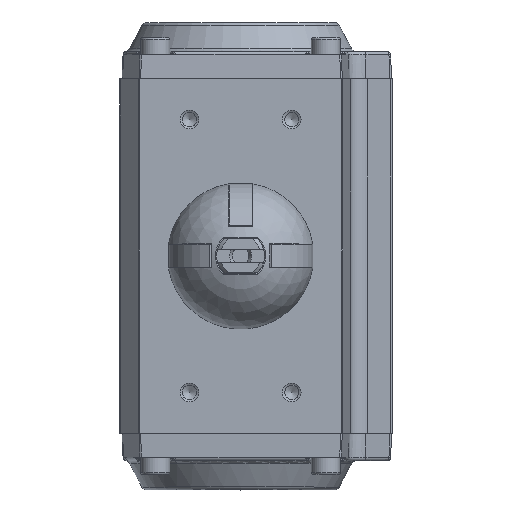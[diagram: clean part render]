
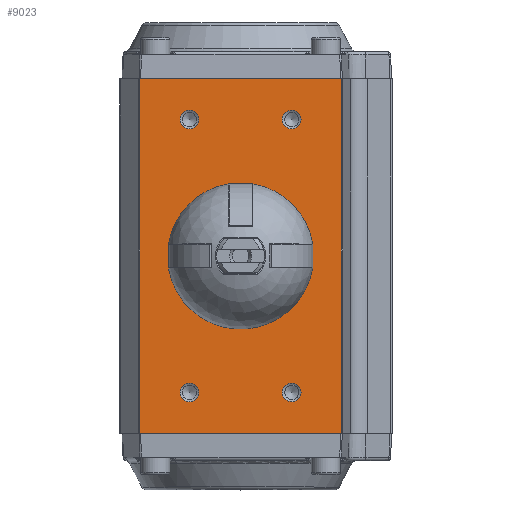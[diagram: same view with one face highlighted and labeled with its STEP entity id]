
A CAD part, top view. The second image highlights one B-rep face of the part: STEP entity #9023.
In plain terms, the highlighted planar face has unit normal (0, 0, 1).
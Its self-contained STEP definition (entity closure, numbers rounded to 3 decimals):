
#638=LINE('',#17235,#1289);
#654=LINE('',#17312,#1305);
#673=LINE('',#17367,#1324);
#674=LINE('',#17379,#1325);
#1289=VECTOR('',#12497,1000.);
#1305=VECTOR('',#12563,1000.);
#1324=VECTOR('',#12622,1000.);
#1325=VECTOR('',#12635,1000.);
#1990=PLANE('',#10243);
#3884=ORIENTED_EDGE('',*,*,#5483,.T.);
#3885=ORIENTED_EDGE('',*,*,#5484,.T.);
#3886=ORIENTED_EDGE('',*,*,#5485,.T.);
#3887=ORIENTED_EDGE('',*,*,#5486,.T.);
#3888=ORIENTED_EDGE('',*,*,#5487,.T.);
#3889=ORIENTED_EDGE('',*,*,#5418,.F.);
#3890=ORIENTED_EDGE('',*,*,#5482,.F.);
#3891=ORIENTED_EDGE('',*,*,#5457,.T.);
#3892=ORIENTED_EDGE('',*,*,#5488,.T.);
#5418=EDGE_CURVE('',#6476,#6477,#638,.T.);
#5457=EDGE_CURVE('',#6499,#6512,#654,.T.);
#5482=EDGE_CURVE('',#6499,#6476,#673,.T.);
#5483=EDGE_CURVE('',#6529,#6529,#7107,.T.);
#5484=EDGE_CURVE('',#6530,#6530,#7108,.T.);
#5485=EDGE_CURVE('',#6531,#6531,#7109,.T.);
#5486=EDGE_CURVE('',#6532,#6532,#7110,.T.);
#5487=EDGE_CURVE('',#6533,#6533,#7111,.T.);
#5488=EDGE_CURVE('',#6512,#6477,#674,.T.);
#6476=VERTEX_POINT('',#17234);
#6477=VERTEX_POINT('',#17236);
#6499=VERTEX_POINT('',#17284);
#6512=VERTEX_POINT('',#17311);
#6529=VERTEX_POINT('',#17370);
#6530=VERTEX_POINT('',#17372);
#6531=VERTEX_POINT('',#17374);
#6532=VERTEX_POINT('',#17376);
#6533=VERTEX_POINT('',#17378);
#7107=CIRCLE('',#10244,2.75);
#7108=CIRCLE('',#10245,2.75);
#7109=CIRCLE('',#10246,2.75);
#7110=CIRCLE('',#10247,2.75);
#7111=CIRCLE('',#10248,7.65);
#7704=EDGE_LOOP('',(#3884));
#7705=EDGE_LOOP('',(#3885));
#7706=EDGE_LOOP('',(#3886));
#7707=EDGE_LOOP('',(#3887));
#7708=EDGE_LOOP('',(#3888));
#7709=EDGE_LOOP('',(#3889,#3890,#3891,#3892));
#8387=FACE_BOUND('',#7704,.T.);
#8388=FACE_BOUND('',#7705,.T.);
#8389=FACE_BOUND('',#7706,.T.);
#8390=FACE_BOUND('',#7707,.T.);
#8391=FACE_BOUND('',#7708,.T.);
#8392=FACE_BOUND('',#7709,.T.);
#9023=ADVANCED_FACE('',(#8387,#8388,#8389,#8390,#8391,#8392),#1990,.T.);
#10243=AXIS2_PLACEMENT_3D('',#17368,#12623,#12624);
#10244=AXIS2_PLACEMENT_3D('',#17369,#12625,#12626);
#10245=AXIS2_PLACEMENT_3D('',#17371,#12627,#12628);
#10246=AXIS2_PLACEMENT_3D('',#17373,#12629,#12630);
#10247=AXIS2_PLACEMENT_3D('',#17375,#12631,#12632);
#10248=AXIS2_PLACEMENT_3D('',#17377,#12633,#12634);
#12497=DIRECTION('',(1.,0.,0.));
#12563=DIRECTION('',(1.,0.,0.));
#12622=DIRECTION('',(0.,1.,0.));
#12623=DIRECTION('',(0.,0.,1.));
#12624=DIRECTION('',(1.,0.,0.));
#12625=DIRECTION('',(0.,0.,-1.));
#12626=DIRECTION('',(0.,1.,0.));
#12627=DIRECTION('',(0.,0.,-1.));
#12628=DIRECTION('',(0.,1.,0.));
#12629=DIRECTION('',(0.,0.,-1.));
#12630=DIRECTION('',(0.,1.,0.));
#12631=DIRECTION('',(0.,0.,-1.));
#12632=DIRECTION('',(0.,1.,0.));
#12633=DIRECTION('',(0.,0.,-1.));
#12634=DIRECTION('',(1.,0.,0.));
#12635=DIRECTION('',(0.,1.,0.));
#17234=CARTESIAN_POINT('',(-29.504,52.,44.));
#17235=CARTESIAN_POINT('',(-29.504,52.,44.));
#17236=CARTESIAN_POINT('',(29.504,52.,44.));
#17284=CARTESIAN_POINT('',(-29.504,-52.,44.));
#17311=CARTESIAN_POINT('',(29.504,-52.,44.));
#17312=CARTESIAN_POINT('',(-29.504,-52.,44.));
#17367=CARTESIAN_POINT('',(-29.504,-52.,44.));
#17368=CARTESIAN_POINT('',(-29.504,-52.,44.));
#17369=CARTESIAN_POINT('',(15.,40.,44.));
#17370=CARTESIAN_POINT('',(15.,42.75,44.));
#17371=CARTESIAN_POINT('',(-15.,40.,44.));
#17372=CARTESIAN_POINT('',(-15.,42.75,44.));
#17373=CARTESIAN_POINT('',(15.,-40.,44.));
#17374=CARTESIAN_POINT('',(15.,-37.25,44.));
#17375=CARTESIAN_POINT('',(-15.,-40.,44.));
#17376=CARTESIAN_POINT('',(-15.,-37.25,44.));
#17377=CARTESIAN_POINT('',(0.,0.,44.));
#17378=CARTESIAN_POINT('',(7.65,0.,44.));
#17379=CARTESIAN_POINT('',(29.504,-52.,44.));
